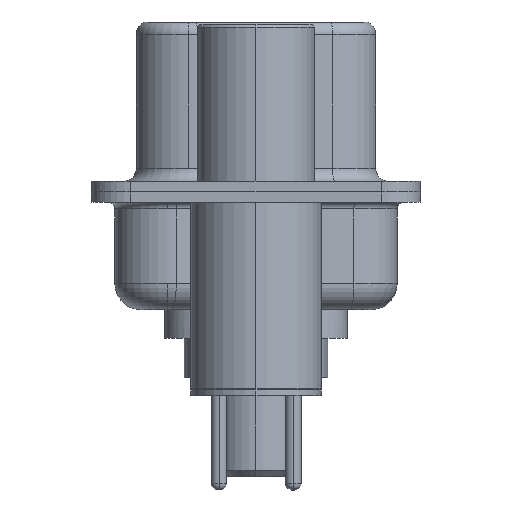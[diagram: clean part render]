
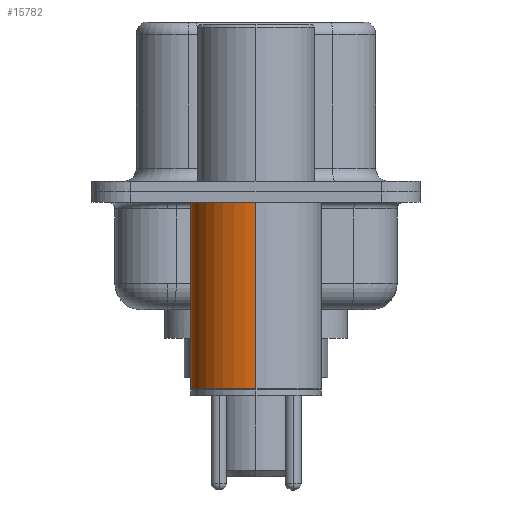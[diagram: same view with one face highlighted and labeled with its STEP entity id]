
A CAD part, left-side view. The second image highlights one B-rep face of the part: STEP entity #15782.
In plain terms, the highlighted cylindrical face has radius 2.5 mm (diameter 5 mm), a partial arc.
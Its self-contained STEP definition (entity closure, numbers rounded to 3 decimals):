
#38 = CARTESIAN_POINT ( 'NONE',  ( 0., 0., -7.525 ) ) ;
#178 = CARTESIAN_POINT ( 'NONE',  ( -2.5, 0., -0.4 ) ) ;
#948 = VECTOR ( 'NONE', #14000, 1000. ) ;
#1070 = VECTOR ( 'NONE', #18418, 1000. ) ;
#1376 = CARTESIAN_POINT ( 'NONE',  ( -2.5, 0., 0.581 ) ) ;
#1625 = CARTESIAN_POINT ( 'NONE',  ( -2.5, 0., -7.525 ) ) ;
#1783 = AXIS2_PLACEMENT_3D ( 'NONE', #10245, #2429, #18629 ) ;
#2138 = VERTEX_POINT ( 'NONE', #1625 ) ;
#2254 = CIRCLE ( 'NONE', #15306, 2.5 ) ;
#2361 = EDGE_CURVE ( 'NONE', #2697, #2138, #2254, .T. ) ;
#2429 = DIRECTION ( 'NONE',  ( 0., 0., 1. ) ) ;
#2697 = VERTEX_POINT ( 'NONE', #8551 ) ;
#3017 = CYLINDRICAL_SURFACE ( 'NONE', #1783, 2.5 ) ;
#3382 = EDGE_CURVE ( 'NONE', #2138, #9740, #5125, .T. ) ;
#3509 = FACE_OUTER_BOUND ( 'NONE', #12833, .T. ) ;
#4192 = DIRECTION ( 'NONE',  ( 1., 0., 0. ) ) ;
#4404 = EDGE_CURVE ( 'NONE', #14575, #9740, #10075, .T. ) ;
#4488 = DIRECTION ( 'NONE',  ( 0., 0., 1. ) ) ;
#5125 = LINE ( 'NONE', #1376, #1070 ) ;
#5474 = EDGE_CURVE ( 'NONE', #2697, #14575, #12586, .T. ) ;
#5643 = CARTESIAN_POINT ( 'NONE',  ( 2.5, 0., -0.4 ) ) ;
#6392 = ORIENTED_EDGE ( 'NONE', *, *, #3382, .T. ) ;
#8551 = CARTESIAN_POINT ( 'NONE',  ( 2.5, 0., -7.525 ) ) ;
#9699 = DIRECTION ( 'NONE',  ( 0., 0., 1. ) ) ;
#9740 = VERTEX_POINT ( 'NONE', #178 ) ;
#10075 = CIRCLE ( 'NONE', #17161, 2.5 ) ;
#10245 = CARTESIAN_POINT ( 'NONE',  ( 0., 0., 0.581 ) ) ;
#10437 = DIRECTION ( 'NONE',  ( 1., 0., 0. ) ) ;
#10528 = CARTESIAN_POINT ( 'NONE',  ( 2.5, 0., 0.581 ) ) ;
#10794 = CARTESIAN_POINT ( 'NONE',  ( 0., 0., -0.4 ) ) ;
#12586 = LINE ( 'NONE', #10528, #948 ) ;
#12833 = EDGE_LOOP ( 'NONE', ( #15631, #6392, #15458, #15367 ) ) ;
#14000 = DIRECTION ( 'NONE',  ( 0., 0., 1. ) ) ;
#14575 = VERTEX_POINT ( 'NONE', #5643 ) ;
#15306 = AXIS2_PLACEMENT_3D ( 'NONE', #38, #9699, #10437 ) ;
#15367 = ORIENTED_EDGE ( 'NONE', *, *, #5474, .F. ) ;
#15458 = ORIENTED_EDGE ( 'NONE', *, *, #4404, .F. ) ;
#15631 = ORIENTED_EDGE ( 'NONE', *, *, #2361, .T. ) ;
#15782 = ADVANCED_FACE ( 'NONE', ( #3509 ), #3017, .T. ) ;
#17161 = AXIS2_PLACEMENT_3D ( 'NONE', #10794, #4488, #4192 ) ;
#18418 = DIRECTION ( 'NONE',  ( 0., 0., 1. ) ) ;
#18629 = DIRECTION ( 'NONE',  ( 1., 0., 0. ) ) ;
